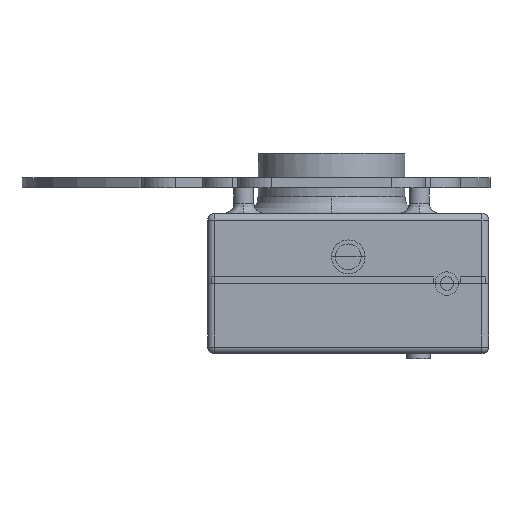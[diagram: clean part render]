
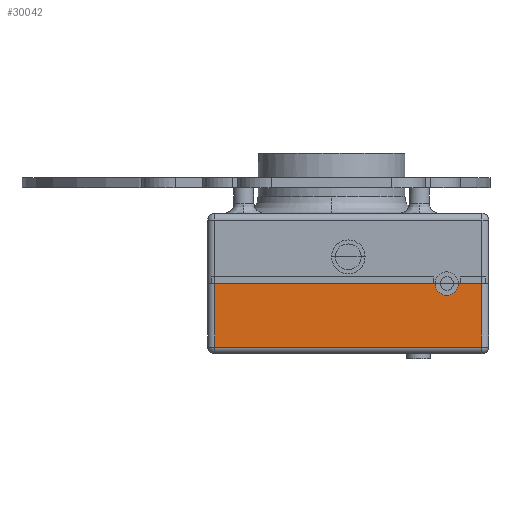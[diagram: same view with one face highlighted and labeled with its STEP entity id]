
A CAD part, left-side view. The second image highlights one B-rep face of the part: STEP entity #30042.
In plain terms, the highlighted face is planar.
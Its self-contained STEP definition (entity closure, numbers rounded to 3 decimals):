
#658=LINE('',#42534,#4314);
#665=LINE('',#42854,#4321);
#668=LINE('',#42858,#4324);
#672=LINE('',#42867,#4328);
#751=LINE('',#43154,#4407);
#4314=VECTOR('',#34232,19.);
#4321=VECTOR('',#34251,66.);
#4324=VECTOR('',#34254,7.);
#4328=VECTOR('',#34262,19.);
#4407=VECTOR('',#34441,80.);
#8253=FACE_OUTER_BOUND('',#9883,.T.);
#9883=EDGE_LOOP('',(#20255,#20256,#20257,#20258,#20259,#20260));
#11911=CIRCLE('',#31753,3.5);
#12637=VERTEX_POINT('',#42526);
#12638=VERTEX_POINT('',#42527);
#12639=VERTEX_POINT('',#42532);
#12640=VERTEX_POINT('',#42533);
#12651=VERTEX_POINT('',#42857);
#12654=VERTEX_POINT('',#42866);
#15590=EDGE_CURVE('',#12637,#12638,#11911,.F.);
#15593=EDGE_CURVE('',#12639,#12640,#658,.F.);
#15606=EDGE_CURVE('',#12638,#12639,#665,.F.);
#15609=EDGE_CURVE('',#12651,#12637,#668,.F.);
#15614=EDGE_CURVE('',#12654,#12651,#672,.T.);
#15713=EDGE_CURVE('',#12654,#12640,#751,.T.);
#20255=ORIENTED_EDGE('',*,*,#15713,.F.);
#20256=ORIENTED_EDGE('',*,*,#15614,.T.);
#20257=ORIENTED_EDGE('',*,*,#15609,.T.);
#20258=ORIENTED_EDGE('',*,*,#15590,.T.);
#20259=ORIENTED_EDGE('',*,*,#15606,.T.);
#20260=ORIENTED_EDGE('',*,*,#15593,.T.);
#28714=PLANE('',#31812);
#30042=ADVANCED_FACE('',(#8253),#28714,.T.);
#31753=AXIS2_PLACEMENT_3D('',#42528,#34226,#34227);
#31812=AXIS2_PLACEMENT_3D('',#43153,#34439,#34440);
#34226=DIRECTION('center_axis',(1.,0.,0.));
#34227=DIRECTION('ref_axis',(0.,0.,-1.));
#34232=DIRECTION('',(0.,1.,0.));
#34251=DIRECTION('',(0.,0.,-1.));
#34254=DIRECTION('',(0.,0.,-1.));
#34262=DIRECTION('',(0.,1.,0.));
#34439=DIRECTION('center_axis',(1.,0.,0.));
#34440=DIRECTION('ref_axis',(0.,0.,-1.));
#34441=DIRECTION('',(0.,0.,1.));
#42526=CARTESIAN_POINT('',(276.4,-72.,-147.883));
#42527=CARTESIAN_POINT('',(276.4,-72.,-140.883));
#42528=CARTESIAN_POINT('Origin',(276.4,-72.,-144.383));
#42532=CARTESIAN_POINT('',(276.4,-72.,-74.883));
#42533=CARTESIAN_POINT('',(276.4,-91.,-74.883));
#42534=CARTESIAN_POINT('',(276.4,-91.,-74.883));
#42854=CARTESIAN_POINT('',(276.4,-72.,-74.883));
#42857=CARTESIAN_POINT('',(276.4,-72.,-154.883));
#42858=CARTESIAN_POINT('',(276.4,-72.,-147.883));
#42866=CARTESIAN_POINT('',(276.4,-91.,-154.883));
#42867=CARTESIAN_POINT('',(276.4,-91.,-154.883));
#43153=CARTESIAN_POINT('Origin',(276.4,-72.,-156.883));
#43154=CARTESIAN_POINT('',(276.4,-91.,-154.883));
